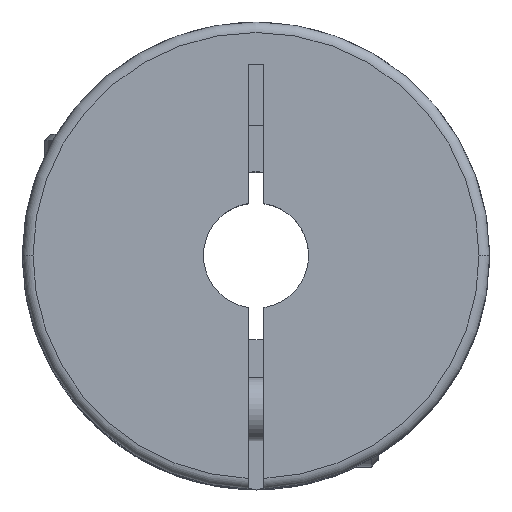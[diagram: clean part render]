
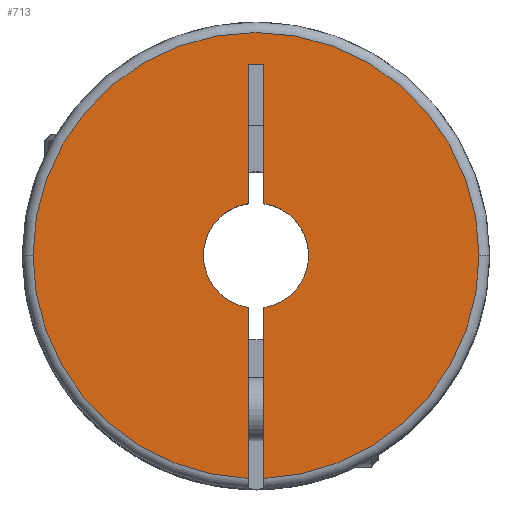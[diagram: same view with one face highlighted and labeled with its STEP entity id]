
A CAD part, top view. The second image highlights one B-rep face of the part: STEP entity #713.
In plain terms, the highlighted planar face has unit normal (0, 0, 1).
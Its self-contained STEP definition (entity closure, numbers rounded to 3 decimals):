
#21 = CARTESIAN_POINT ( 'NONE',  ( 0., 0., 0. ) ) ;
#60 = CARTESIAN_POINT ( 'NONE',  ( 0.375, 2.472, 0. ) ) ;
#82 = DIRECTION ( 'NONE',  ( -1., 0., 0. ) ) ;
#151 = DIRECTION ( 'NONE',  ( 0., 1., 0. ) ) ;
#170 = ORIENTED_EDGE ( 'NONE', *, *, #1443, .T. ) ;
#201 = ORIENTED_EDGE ( 'NONE', *, *, #1522, .F. ) ;
#208 = CARTESIAN_POINT ( 'NONE',  ( 0., 0., 0. ) ) ;
#321 = AXIS2_PLACEMENT_3D ( 'NONE', #1157, #2508, #1507 ) ;
#351 = EDGE_CURVE ( 'NONE', #1996, #3012, #3867, .T. ) ;
#391 = CARTESIAN_POINT ( 'NONE',  ( 0.375, -10.593, 0. ) ) ;
#399 = VERTEX_POINT ( 'NONE', #1243 ) ;
#440 = CARTESIAN_POINT ( 'NONE',  ( -2.5, 0., 0. ) ) ;
#477 = FACE_OUTER_BOUND ( 'NONE', #1475, .T. ) ;
#496 = VECTOR ( 'NONE', #151, 1000. ) ;
#558 = DIRECTION ( 'NONE',  ( 0., -1., 0. ) ) ;
#590 = VERTEX_POINT ( 'NONE', #1567 ) ;
#592 = CARTESIAN_POINT ( 'NONE',  ( 0.375, 9.1, 0. ) ) ;
#595 = DIRECTION ( 'NONE',  ( -1., 0., 0. ) ) ;
#596 = DIRECTION ( 'NONE',  ( -1., 0., 0. ) ) ;
#681 = CIRCLE ( 'NONE', #2739, 10.6 ) ;
#713 = ADVANCED_FACE ( 'NONE', ( #477 ), #2506, .F. ) ;
#739 = CARTESIAN_POINT ( 'NONE',  ( 0., 0., 0. ) ) ;
#915 = CARTESIAN_POINT ( 'NONE',  ( -0.375, 2.472, 0. ) ) ;
#990 = ORIENTED_EDGE ( 'NONE', *, *, #3775, .F. ) ;
#1014 = CARTESIAN_POINT ( 'NONE',  ( 0.375, -2.472, 0. ) ) ;
#1079 = DIRECTION ( 'NONE',  ( 0., 0., -1. ) ) ;
#1097 = EDGE_CURVE ( 'NONE', #590, #399, #3608, .T. ) ;
#1101 = EDGE_CURVE ( 'NONE', #1996, #2149, #4307, .T. ) ;
#1120 = LINE ( 'NONE', #2124, #3689 ) ;
#1138 = CIRCLE ( 'NONE', #2909, 10.6 ) ;
#1151 = VERTEX_POINT ( 'NONE', #2722 ) ;
#1157 = CARTESIAN_POINT ( 'NONE',  ( 0., 0., 0. ) ) ;
#1243 = CARTESIAN_POINT ( 'NONE',  ( -0.375, -10.593, 0. ) ) ;
#1254 = CARTESIAN_POINT ( 'NONE',  ( 0.375, -11.1, 0. ) ) ;
#1361 = DIRECTION ( 'NONE',  ( 0., 0., -1. ) ) ;
#1373 = ORIENTED_EDGE ( 'NONE', *, *, #2341, .F. ) ;
#1387 = CARTESIAN_POINT ( 'NONE',  ( -10.6, 0., 0. ) ) ;
#1443 = EDGE_CURVE ( 'NONE', #3284, #4423, #3954, .T. ) ;
#1457 = AXIS2_PLACEMENT_3D ( 'NONE', #1527, #1506, #2912 ) ;
#1475 = EDGE_LOOP ( 'NONE', ( #990, #3884, #3698, #170, #201, #1373, #1749, #4352, #1795, #1731, #2570 ) ) ;
#1506 = DIRECTION ( 'NONE',  ( 0., 0., -1. ) ) ;
#1507 = DIRECTION ( 'NONE',  ( -1., 0., 0. ) ) ;
#1522 = EDGE_CURVE ( 'NONE', #2858, #4423, #2913, .T. ) ;
#1527 = CARTESIAN_POINT ( 'NONE',  ( 0., 0., 0. ) ) ;
#1567 = CARTESIAN_POINT ( 'NONE',  ( -0.375, -2.472, 0. ) ) ;
#1708 = EDGE_CURVE ( 'NONE', #590, #3284, #2968, .T. ) ;
#1711 = VERTEX_POINT ( 'NONE', #1387 ) ;
#1719 = DIRECTION ( 'NONE',  ( -1., 0., 0. ) ) ;
#1731 = ORIENTED_EDGE ( 'NONE', *, *, #2563, .F. ) ;
#1749 = ORIENTED_EDGE ( 'NONE', *, *, #1101, .F. ) ;
#1795 = ORIENTED_EDGE ( 'NONE', *, *, #4246, .F. ) ;
#1805 = CARTESIAN_POINT ( 'NONE',  ( 0., 0., 0. ) ) ;
#1840 = CARTESIAN_POINT ( 'NONE',  ( -0.375, 9.1, 0. ) ) ;
#1898 = CARTESIAN_POINT ( 'NONE',  ( -0.375, 9.1, 0. ) ) ;
#1951 = VECTOR ( 'NONE', #4252, 1000. ) ;
#1996 = VERTEX_POINT ( 'NONE', #60 ) ;
#2096 = LINE ( 'NONE', #3462, #3039 ) ;
#2102 = DIRECTION ( 'NONE',  ( 0., 0., -1. ) ) ;
#2124 = CARTESIAN_POINT ( 'NONE',  ( 0.375, -11.1, 0. ) ) ;
#2149 = VERTEX_POINT ( 'NONE', #592 ) ;
#2174 = AXIS2_PLACEMENT_3D ( 'NONE', #21, #1079, #3786 ) ;
#2341 = EDGE_CURVE ( 'NONE', #2149, #2858, #2096, .T. ) ;
#2438 = DIRECTION ( 'NONE',  ( -1., 0., 0. ) ) ;
#2506 = PLANE ( 'NONE',  #1457 ) ;
#2508 = DIRECTION ( 'NONE',  ( 0., 0., -1. ) ) ;
#2563 = EDGE_CURVE ( 'NONE', #1151, #2921, #3740, .T. ) ;
#2570 = ORIENTED_EDGE ( 'NONE', *, *, #2989, .F. ) ;
#2722 = CARTESIAN_POINT ( 'NONE',  ( 10.6, 0., 0. ) ) ;
#2739 = AXIS2_PLACEMENT_3D ( 'NONE', #3980, #3640, #596 ) ;
#2858 = VERTEX_POINT ( 'NONE', #3042 ) ;
#2909 = AXIS2_PLACEMENT_3D ( 'NONE', #1805, #2102, #1719 ) ;
#2912 = DIRECTION ( 'NONE',  ( 0., -1., 0. ) ) ;
#2913 = LINE ( 'NONE', #1898, #1951 ) ;
#2921 = VERTEX_POINT ( 'NONE', #391 ) ;
#2968 = CIRCLE ( 'NONE', #2174, 2.5 ) ;
#2989 = EDGE_CURVE ( 'NONE', #1711, #1151, #681, .T. ) ;
#3012 = VERTEX_POINT ( 'NONE', #1014 ) ;
#3039 = VECTOR ( 'NONE', #2438, 1000. ) ;
#3042 = CARTESIAN_POINT ( 'NONE',  ( -0.375, 9.1, 0. ) ) ;
#3058 = VECTOR ( 'NONE', #558, 1000. ) ;
#3164 = DIRECTION ( 'NONE',  ( 0., 1., 0. ) ) ;
#3284 = VERTEX_POINT ( 'NONE', #440 ) ;
#3312 = AXIS2_PLACEMENT_3D ( 'NONE', #739, #1361, #82 ) ;
#3440 = AXIS2_PLACEMENT_3D ( 'NONE', #208, #4386, #595 ) ;
#3462 = CARTESIAN_POINT ( 'NONE',  ( 0.375, 9.1, 0. ) ) ;
#3608 = LINE ( 'NONE', #1840, #3058 ) ;
#3640 = DIRECTION ( 'NONE',  ( 0., 0., -1. ) ) ;
#3689 = VECTOR ( 'NONE', #3164, 1000. ) ;
#3698 = ORIENTED_EDGE ( 'NONE', *, *, #1708, .T. ) ;
#3740 = CIRCLE ( 'NONE', #3312, 10.6 ) ;
#3775 = EDGE_CURVE ( 'NONE', #399, #1711, #1138, .T. ) ;
#3786 = DIRECTION ( 'NONE',  ( -1., 0., 0. ) ) ;
#3867 = CIRCLE ( 'NONE', #3440, 2.5 ) ;
#3884 = ORIENTED_EDGE ( 'NONE', *, *, #1097, .F. ) ;
#3954 = CIRCLE ( 'NONE', #321, 2.5 ) ;
#3980 = CARTESIAN_POINT ( 'NONE',  ( 0., 0., 0. ) ) ;
#4246 = EDGE_CURVE ( 'NONE', #2921, #3012, #1120, .T. ) ;
#4252 = DIRECTION ( 'NONE',  ( 0., -1., 0. ) ) ;
#4307 = LINE ( 'NONE', #1254, #496 ) ;
#4352 = ORIENTED_EDGE ( 'NONE', *, *, #351, .T. ) ;
#4386 = DIRECTION ( 'NONE',  ( 0., 0., -1. ) ) ;
#4423 = VERTEX_POINT ( 'NONE', #915 ) ;
